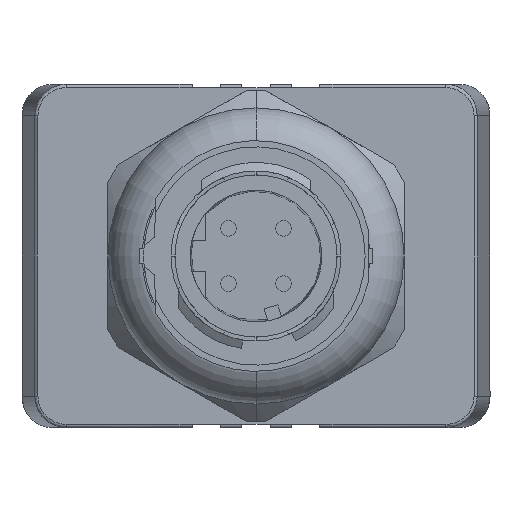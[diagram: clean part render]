
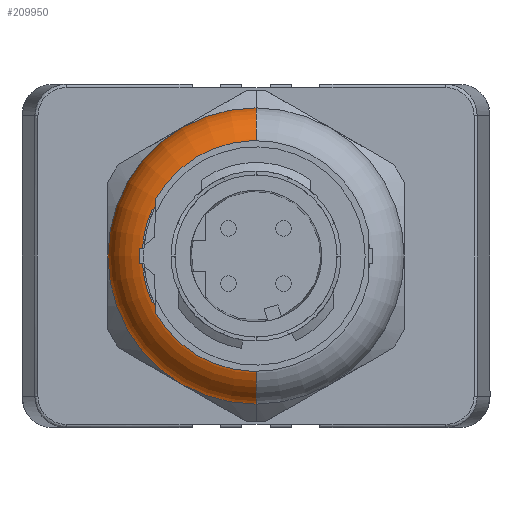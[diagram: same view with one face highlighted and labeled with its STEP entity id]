
A CAD part, left-side view. The second image highlights one B-rep face of the part: STEP entity #209950.
In plain terms, the highlighted toroidal (fillet/blend) face has major radius 6.5 mm and minor radius 3 mm.
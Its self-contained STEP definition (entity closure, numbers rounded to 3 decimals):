
#83680=CARTESIAN_POINT('',(100.,0.,
0.));
#83690=DIRECTION('',(-1.,0.,0.));
#83700=DIRECTION('',(0.,0.,1.));
#83710=AXIS2_PLACEMENT_3D('',#83680,#83690,#83700);
#83720=CIRCLE('',#83710,6.5);
#83730=CARTESIAN_POINT('',(100.,0.,6.5));
#83740=VERTEX_POINT('',#83730);
#83750=CARTESIAN_POINT('',(100.,0.,-6.5))
;
#83760=VERTEX_POINT('',#83750);
#83770=EDGE_CURVE('',#83740,#83760,#83720,.T.);
#84010=CARTESIAN_POINT('',(103.,0.,6.5));
#84020=DIRECTION('',(0.,1.,0.));
#84030=DIRECTION('',(0.,0.,-1.));
#84040=AXIS2_PLACEMENT_3D('',#84010,#84020,#84030);
#84050=CIRCLE('',#84040,3.);
#84060=CARTESIAN_POINT('',(103.,0.,9.5));
#84070=VERTEX_POINT('',#84060);
#84080=EDGE_CURVE('',#83740,#84070,#84050,.T.);
#84100=CARTESIAN_POINT('',(103.,0.,
0.));
#84110=DIRECTION('',(-1.,0.,0.));
#84120=DIRECTION('',(0.,0.,1.));
#84130=AXIS2_PLACEMENT_3D('',#84100,#84110,#84120);
#84140=CIRCLE('',#84130,9.5);
#84190=CARTESIAN_POINT('',(103.,0.,-9.5));
#84200=VERTEX_POINT('',#84190);
#84230=CARTESIAN_POINT('',(103.,0.,-6.5));
#84240=DIRECTION('',(0.,-1.,0.));
#84250=DIRECTION('',(0.,0.,1.));
#84260=AXIS2_PLACEMENT_3D('',#84230,#84240,#84250);
#84270=CIRCLE('',#84260,3.);
#84280=EDGE_CURVE('',#83760,#84200,#84270,.T.);
#208070=EDGE_CURVE('',#84070,#84200,#84140,.T.);
#209840=CARTESIAN_POINT('',(103.,0.,
0.));
#209850=DIRECTION('',(-1.,0.,0.));
#209860=DIRECTION('',(0.,0.,1.));
#209870=AXIS2_PLACEMENT_3D('',#209840,#209850,#209860);
#209880=TOROIDAL_SURFACE('',#209870,6.5,3.);
#209890=ORIENTED_EDGE('',*,*,#83770,.F.);
#209900=ORIENTED_EDGE('',*,*,#84280,.F.);
#209910=ORIENTED_EDGE('',*,*,#208070,.T.);
#209920=ORIENTED_EDGE('',*,*,#84080,.T.);
#209930=EDGE_LOOP('',(#209920,#209910,#209900,#209890));
#209940=FACE_OUTER_BOUND('',#209930,.T.);
#209950=ADVANCED_FACE('',(#209940),#209880,.T.);
